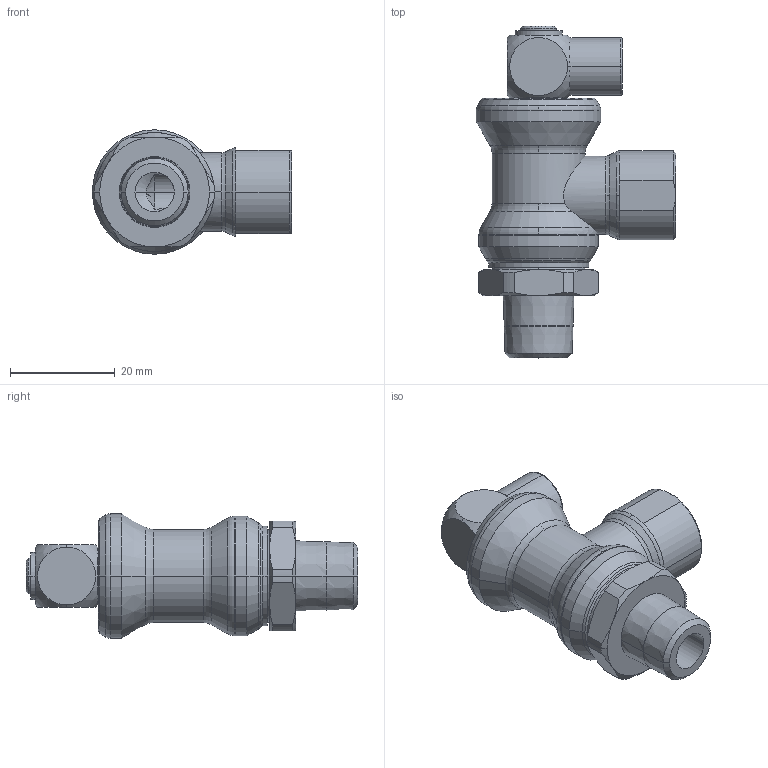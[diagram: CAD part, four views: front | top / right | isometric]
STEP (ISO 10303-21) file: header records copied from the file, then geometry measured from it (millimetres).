
FILE_DESCRIPTION(('STEP AP214'),'1');
FILE_NAME('7886_13_13.stp','2016-07-07T14:55:03',('TraceParts'),('TraceParts S.A.'),'Spatial InterOp 3D',' ',' ');
FILE_SCHEMA(('automotive_design'));
Length unit declared in the file: millimetre
Products named in the file (1): 1
Bounding box: 38.1 x 63.45 x 23.8 mm (x, y, z)
Volume: 17125.7 mm3; surface area: 7399.1 mm2
Topology: 1 solids, 1 shells, 142 faces, 340 edges, 212 vertices
Faces by surface type: cone 56, cylinder 34, plane 29, torus 21, sphere 2
Entity records: 4441 total; most frequent: CARTESIAN_POINT 1047, DIRECTION 798, ORIENTED_EDGE 676, AXIS2_PLACEMENT_3D 357, EDGE_CURVE 338, VERTEX_POINT 212, CIRCLE 212, EDGE_LOOP 158
